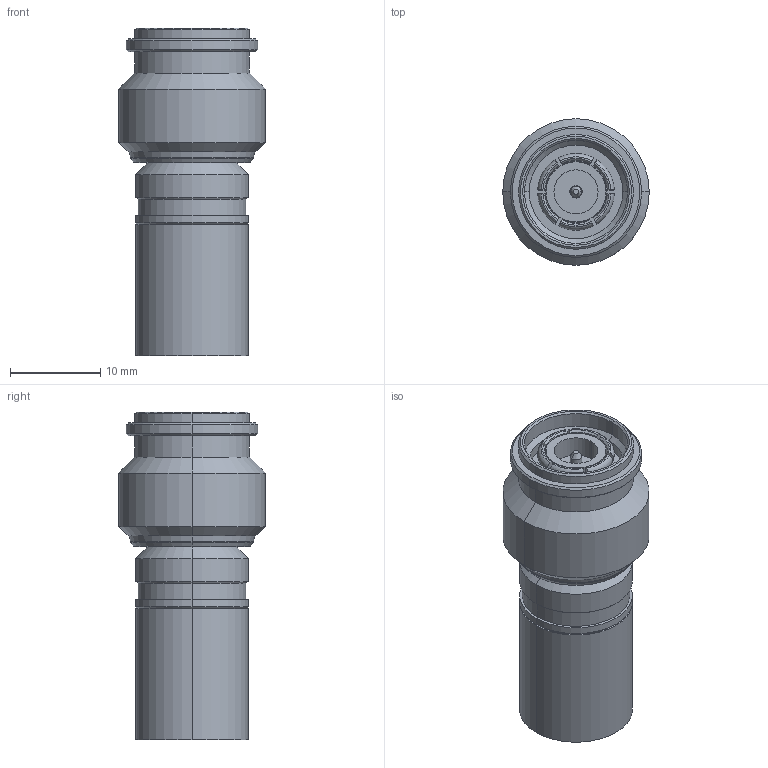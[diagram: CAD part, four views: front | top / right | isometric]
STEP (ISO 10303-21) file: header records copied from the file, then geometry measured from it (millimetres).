
FILE_DESCRIPTION (( 'STEP AP214' ), '1' );
FILE_NAME ('J01010A0052.STEP', '2010-12-20T10:14:46', ( 'markiewicz' ), ( '' ), 'SwSTEP 2.0', 'SolidWorks 2010', '' );
FILE_SCHEMA (( 'AUTOMOTIVE_DESIGN' ));
Length unit declared in the file: millimetre
Products named in the file (1): J01010A0052
Bounding box: 16.2 x 16.2 x 36.25 mm (x, y, z)
Volume: 3607.1 mm3; surface area: 3340.5 mm2
Topology: 2 solids, 2 shells, 168 faces, 392 edges, 247 vertices
Faces by surface type: plane 59, cylinder 56, cone 41, torus 12
Entity records: 6734 total; most frequent: CARTESIAN_POINT 1102, DIRECTION 811, ORIENTED_EDGE 784, EDGE_CURVE 392, AXIS2_PLACEMENT_3D 324, VERTEX_POINT 247, EDGE_LOOP 189, UNCERTAINTY_MEASURE_WITH_UNIT 168
